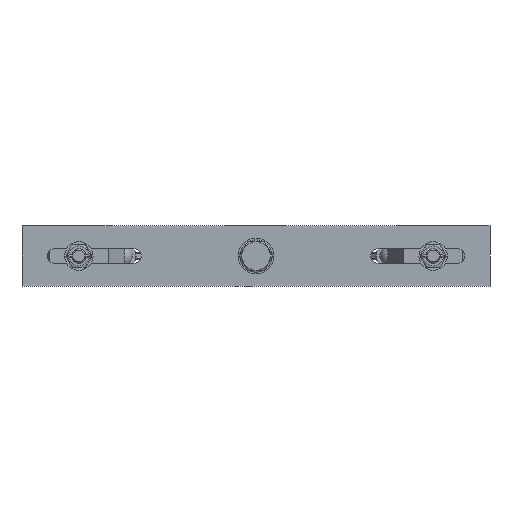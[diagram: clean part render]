
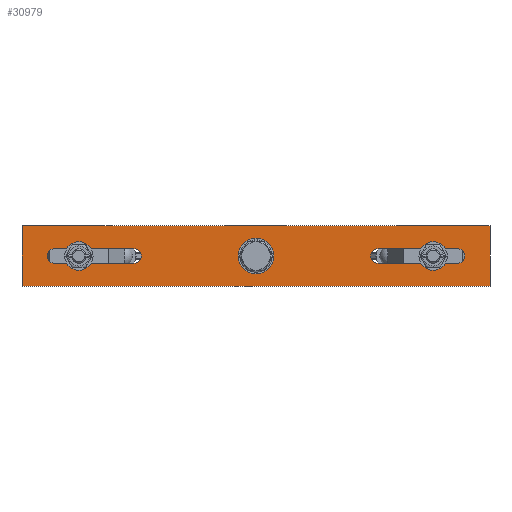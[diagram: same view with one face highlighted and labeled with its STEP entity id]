
A CAD part, front view. The second image highlights one B-rep face of the part: STEP entity #30979.
In plain terms, the highlighted planar face has unit normal (0, -1, 0).
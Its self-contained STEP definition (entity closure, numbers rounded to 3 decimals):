
#572 = EDGE_CURVE ( 'NONE', #19754, #88887, #8889, .T. ) ;
#880 = VERTEX_POINT ( 'NONE', #64460 ) ;
#1207 = DIRECTION ( 'NONE',  ( -1., 0., 0. ) ) ;
#1572 = CARTESIAN_POINT ( 'NONE',  ( -197.5, -25.4, 25.4 ) ) ;
#1704 = CARTESIAN_POINT ( 'NONE',  ( -103., -25.4, 6.25 ) ) ;
#2134 = ORIENTED_EDGE ( 'NONE', *, *, #42843, .T. ) ;
#2348 = VERTEX_POINT ( 'NONE', #29330 ) ;
#6067 = DIRECTION ( 'NONE',  ( 0., 0., 1. ) ) ;
#6269 = CARTESIAN_POINT ( 'NONE',  ( -103., -25.4, -6.25 ) ) ;
#7489 = AXIS2_PLACEMENT_3D ( 'NONE', #12600, #66713, #97817 ) ;
#7693 = CIRCLE ( 'NONE', #7489, 6.25 ) ;
#8619 = VECTOR ( 'NONE', #10627, 1000. ) ;
#8889 = CIRCLE ( 'NONE', #49598, 6.25 ) ;
#10374 = DIRECTION ( 'NONE',  ( 0., 0., 1. ) ) ;
#10627 = DIRECTION ( 'NONE',  ( 1., 0., 0. ) ) ;
#12600 = CARTESIAN_POINT ( 'NONE',  ( -170., -25.4, 0. ) ) ;
#13353 = FACE_OUTER_BOUND ( 'NONE', #16264, .T. ) ;
#13913 = VERTEX_POINT ( 'NONE', #29562 ) ;
#16264 = EDGE_LOOP ( 'NONE', ( #47782, #48302, #80161, #2134 ) ) ;
#18398 = LINE ( 'NONE', #50474, #43810 ) ;
#19754 = VERTEX_POINT ( 'NONE', #1704 ) ;
#21047 = CARTESIAN_POINT ( 'NONE',  ( 197.5, -25.4, 25.4 ) ) ;
#21088 = EDGE_LOOP ( 'NONE', ( #45934, #34967 ) ) ;
#21105 = CARTESIAN_POINT ( 'NONE',  ( -103., -25.4, -6.25 ) ) ;
#21300 = VERTEX_POINT ( 'NONE', #59831 ) ;
#21820 = VECTOR ( 'NONE', #64605, 1000. ) ;
#22620 = CARTESIAN_POINT ( 'NONE',  ( 0., -25.4, 0. ) ) ;
#22919 = FACE_BOUND ( 'NONE', #65514, .T. ) ;
#22925 = DIRECTION ( 'NONE',  ( 0., 1., 0. ) ) ;
#24706 = LINE ( 'NONE', #29695, #84006 ) ;
#25405 = AXIS2_PLACEMENT_3D ( 'NONE', #56555, #64037, #63027 ) ;
#26250 = FACE_BOUND ( 'NONE', #21088, .T. ) ;
#26510 = EDGE_CURVE ( 'NONE', #13913, #19754, #29224, .T. ) ;
#26671 = DIRECTION ( 'NONE',  ( 0., 0., -1. ) ) ;
#28100 = VECTOR ( 'NONE', #50184, 1000. ) ;
#28497 = PLANE ( 'NONE',  #38255 ) ;
#28688 = DIRECTION ( 'NONE',  ( 0., 1., 0. ) ) ;
#29224 = LINE ( 'NONE', #41469, #8619 ) ;
#29330 = CARTESIAN_POINT ( 'NONE',  ( 197.5, -25.4, 25.4 ) ) ;
#29347 = CIRCLE ( 'NONE', #36007, 8.25 ) ;
#29562 = CARTESIAN_POINT ( 'NONE',  ( -170., -25.4, 6.25 ) ) ;
#29695 = CARTESIAN_POINT ( 'NONE',  ( 197.5, -25.4, 25.4 ) ) ;
#30375 = EDGE_CURVE ( 'NONE', #67603, #94364, #56921, .T. ) ;
#30440 = LINE ( 'NONE', #88554, #81339 ) ;
#30979 = ADVANCED_FACE ( 'NONE', ( #22919, #37298, #26250, #13353 ), #28497, .F. ) ;
#34445 = CARTESIAN_POINT ( 'NONE',  ( -103., -25.4, 0. ) ) ;
#34601 = CARTESIAN_POINT ( 'NONE',  ( 170., -25.4, -6.25 ) ) ;
#34680 = AXIS2_PLACEMENT_3D ( 'NONE', #64849, #95585, #10374 ) ;
#34967 = ORIENTED_EDGE ( 'NONE', *, *, #49755, .T. ) ;
#35990 = DIRECTION ( 'NONE',  ( -1., 0., 0. ) ) ;
#36007 = AXIS2_PLACEMENT_3D ( 'NONE', #22620, #22925, #38185 ) ;
#36862 = CIRCLE ( 'NONE', #34680, 6.25 ) ;
#37298 = FACE_BOUND ( 'NONE', #92397, .T. ) ;
#37397 = ORIENTED_EDGE ( 'NONE', *, *, #30375, .T. ) ;
#38185 = DIRECTION ( 'NONE',  ( 0., 0., 1. ) ) ;
#38255 = AXIS2_PLACEMENT_3D ( 'NONE', #21047, #45982, #60891 ) ;
#38802 = EDGE_CURVE ( 'NONE', #94364, #63003, #36862, .T. ) ;
#39978 = CARTESIAN_POINT ( 'NONE',  ( 170., -25.4, 6.25 ) ) ;
#40228 = ORIENTED_EDGE ( 'NONE', *, *, #77044, .T. ) ;
#40928 = ORIENTED_EDGE ( 'NONE', *, *, #52840, .T. ) ;
#41469 = CARTESIAN_POINT ( 'NONE',  ( -103., -25.4, 6.25 ) ) ;
#42843 = EDGE_CURVE ( 'NONE', #2348, #45200, #24706, .T. ) ;
#43754 = LINE ( 'NONE', #53011, #72843 ) ;
#43810 = VECTOR ( 'NONE', #87721, 1000. ) ;
#44661 = DIRECTION ( 'NONE',  ( 0., 1., 0. ) ) ;
#45200 = VERTEX_POINT ( 'NONE', #1572 ) ;
#45934 = ORIENTED_EDGE ( 'NONE', *, *, #98808, .T. ) ;
#45982 = DIRECTION ( 'NONE',  ( 0., 1., 0. ) ) ;
#47782 = ORIENTED_EDGE ( 'NONE', *, *, #54050, .T. ) ;
#48302 = ORIENTED_EDGE ( 'NONE', *, *, #69473, .F. ) ;
#49598 = AXIS2_PLACEMENT_3D ( 'NONE', #34445, #28688, #52665 ) ;
#49755 = EDGE_CURVE ( 'NONE', #76884, #59064, #29347, .T. ) ;
#50184 = DIRECTION ( 'NONE',  ( 1., 0., 0. ) ) ;
#50474 = CARTESIAN_POINT ( 'NONE',  ( 197.5, -25.4, -25.4 ) ) ;
#51428 = EDGE_CURVE ( 'NONE', #21300, #13913, #7693, .T. ) ;
#52439 = CARTESIAN_POINT ( 'NONE',  ( 103., -25.4, 0. ) ) ;
#52665 = DIRECTION ( 'NONE',  ( 0., 0., -1. ) ) ;
#52840 = EDGE_CURVE ( 'NONE', #88887, #21300, #80152, .T. ) ;
#53011 = CARTESIAN_POINT ( 'NONE',  ( 103., -25.4, -6.25 ) ) ;
#53120 = EDGE_CURVE ( 'NONE', #63003, #71060, #43754, .T. ) ;
#54050 = EDGE_CURVE ( 'NONE', #45200, #880, #54447, .T. ) ;
#54447 = LINE ( 'NONE', #100125, #21820 ) ;
#56555 = CARTESIAN_POINT ( 'NONE',  ( 0., -25.4, 0. ) ) ;
#56921 = LINE ( 'NONE', #58281, #28100 ) ;
#58281 = CARTESIAN_POINT ( 'NONE',  ( 103., -25.4, 6.25 ) ) ;
#58612 = ORIENTED_EDGE ( 'NONE', *, *, #53120, .T. ) ;
#59064 = VERTEX_POINT ( 'NONE', #76020 ) ;
#59831 = CARTESIAN_POINT ( 'NONE',  ( -170., -25.4, -6.25 ) ) ;
#60782 = DIRECTION ( 'NONE',  ( -1., 0., 0. ) ) ;
#60891 = DIRECTION ( 'NONE',  ( 0., 0., 1. ) ) ;
#63003 = VERTEX_POINT ( 'NONE', #34601 ) ;
#63027 = DIRECTION ( 'NONE',  ( 0., 0., 1. ) ) ;
#64037 = DIRECTION ( 'NONE',  ( 0., 1., 0. ) ) ;
#64460 = CARTESIAN_POINT ( 'NONE',  ( -197.5, -25.4, -25.4 ) ) ;
#64605 = DIRECTION ( 'NONE',  ( 0., 0., -1. ) ) ;
#64849 = CARTESIAN_POINT ( 'NONE',  ( 170., -25.4, 0. ) ) ;
#65514 = EDGE_LOOP ( 'NONE', ( #87983, #69668, #40928, #80173 ) ) ;
#66347 = AXIS2_PLACEMENT_3D ( 'NONE', #52439, #44661, #6067 ) ;
#66713 = DIRECTION ( 'NONE',  ( 0., 1., 0. ) ) ;
#67603 = VERTEX_POINT ( 'NONE', #79755 ) ;
#69473 = EDGE_CURVE ( 'NONE', #90273, #880, #18398, .T. ) ;
#69668 = ORIENTED_EDGE ( 'NONE', *, *, #572, .T. ) ;
#71060 = VERTEX_POINT ( 'NONE', #82491 ) ;
#71528 = CIRCLE ( 'NONE', #66347, 6.25 ) ;
#72624 = ORIENTED_EDGE ( 'NONE', *, *, #38802, .T. ) ;
#72843 = VECTOR ( 'NONE', #1207, 1000. ) ;
#72950 = CARTESIAN_POINT ( 'NONE',  ( 197.5, -25.4, -25.4 ) ) ;
#74976 = CARTESIAN_POINT ( 'NONE',  ( 0., -25.4, -8.25 ) ) ;
#76020 = CARTESIAN_POINT ( 'NONE',  ( 0., -25.4, 8.25 ) ) ;
#76884 = VERTEX_POINT ( 'NONE', #74976 ) ;
#77044 = EDGE_CURVE ( 'NONE', #71060, #67603, #71528, .T. ) ;
#79755 = CARTESIAN_POINT ( 'NONE',  ( 103., -25.4, 6.25 ) ) ;
#80152 = LINE ( 'NONE', #21105, #97126 ) ;
#80161 = ORIENTED_EDGE ( 'NONE', *, *, #100022, .F. ) ;
#80173 = ORIENTED_EDGE ( 'NONE', *, *, #51428, .T. ) ;
#81339 = VECTOR ( 'NONE', #26671, 1000. ) ;
#82491 = CARTESIAN_POINT ( 'NONE',  ( 103., -25.4, -6.25 ) ) ;
#84006 = VECTOR ( 'NONE', #60782, 1000. ) ;
#87534 = CIRCLE ( 'NONE', #25405, 8.25 ) ;
#87721 = DIRECTION ( 'NONE',  ( -1., 0., 0. ) ) ;
#87983 = ORIENTED_EDGE ( 'NONE', *, *, #26510, .T. ) ;
#88554 = CARTESIAN_POINT ( 'NONE',  ( 197.5, -25.4, 25.4 ) ) ;
#88887 = VERTEX_POINT ( 'NONE', #6269 ) ;
#90273 = VERTEX_POINT ( 'NONE', #72950 ) ;
#92397 = EDGE_LOOP ( 'NONE', ( #58612, #40228, #37397, #72624 ) ) ;
#94364 = VERTEX_POINT ( 'NONE', #39978 ) ;
#95585 = DIRECTION ( 'NONE',  ( 0., 1., 0. ) ) ;
#97126 = VECTOR ( 'NONE', #35990, 1000. ) ;
#97817 = DIRECTION ( 'NONE',  ( 0., 0., -1. ) ) ;
#98808 = EDGE_CURVE ( 'NONE', #59064, #76884, #87534, .T. ) ;
#100022 = EDGE_CURVE ( 'NONE', #2348, #90273, #30440, .T. ) ;
#100125 = CARTESIAN_POINT ( 'NONE',  ( -197.5, -25.4, 25.4 ) ) ;
